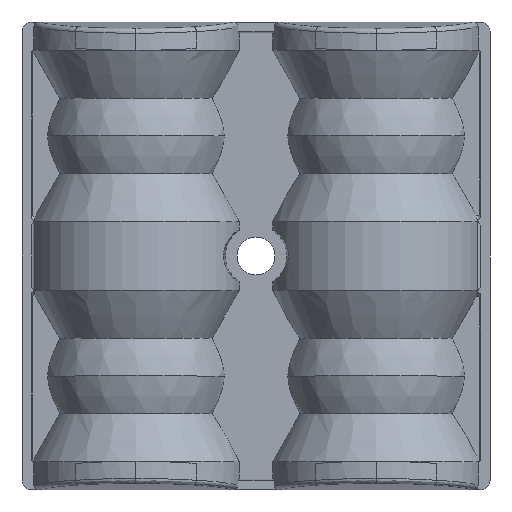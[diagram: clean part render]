
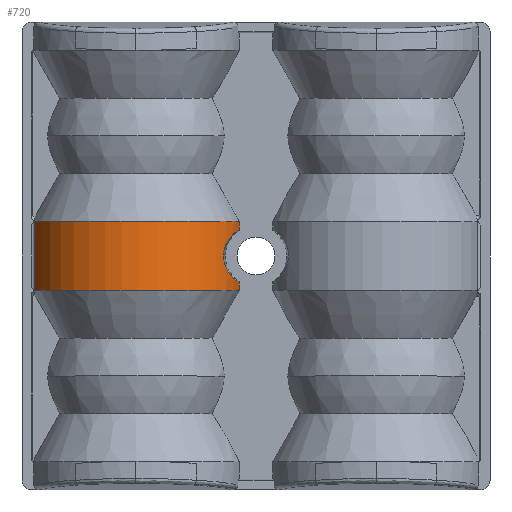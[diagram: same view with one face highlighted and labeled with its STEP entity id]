
A CAD part, top view. The second image highlights one B-rep face of the part: STEP entity #720.
In plain terms, the highlighted cylindrical face has radius 11.2 mm (diameter 22.4 mm), a partial arc.
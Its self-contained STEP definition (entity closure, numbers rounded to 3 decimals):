
#564=B_SPLINE_CURVE_WITH_KNOTS('',3,(#8689,#8690,#8691,#8692,#8693,#8694,
#8695,#8696,#8697,#8698,#8699,#8700,#8701,#8702),.UNSPECIFIED.,.F.,.F.,
(4,2,2,2,2,2,4),(0.,0.25,0.375,0.5,0.625,0.75,1.),.UNSPECIFIED.);
#720=ADVANCED_FACE('',(#1063),#969,.T.);
#969=CYLINDRICAL_SURFACE('',#5571,11.2);
#1063=FACE_OUTER_BOUND('',#1364,.T.);
#1364=EDGE_LOOP('',(#2080,#2081,#2082,#2083,#2084,#2085));
#2080=ORIENTED_EDGE('',*,*,#4024,.T.);
#2081=ORIENTED_EDGE('',*,*,#4025,.F.);
#2082=ORIENTED_EDGE('',*,*,#3902,.T.);
#2083=ORIENTED_EDGE('',*,*,#4026,.F.);
#2084=ORIENTED_EDGE('',*,*,#3900,.T.);
#2085=ORIENTED_EDGE('',*,*,#4027,.T.);
#3343=VERTEX_POINT('',#7833);
#3344=VERTEX_POINT('',#7835);
#3345=VERTEX_POINT('',#7837);
#3346=VERTEX_POINT('',#7839);
#3434=VERTEX_POINT('',#8668);
#3435=VERTEX_POINT('',#8687);
#3900=EDGE_CURVE('',#3344,#3343,#4743,.T.);
#3902=EDGE_CURVE('',#3346,#3345,#4744,.T.);
#4024=EDGE_CURVE('',#3434,#3435,#4781,.T.);
#4025=EDGE_CURVE('',#3346,#3435,#4514,.T.);
#4026=EDGE_CURVE('',#3344,#3345,#564,.T.);
#4027=EDGE_CURVE('',#3343,#3434,#4515,.T.);
#4514=CIRCLE('',#5569,11.2);
#4515=CIRCLE('',#5570,11.2);
#4743=LINE('',#7834,#5161);
#4744=LINE('',#7838,#5162);
#4781=LINE('',#8686,#5199);
#5161=VECTOR('',#6119,1.);
#5162=VECTOR('',#6122,1.);
#5199=VECTOR('',#6235,1.);
#5569=AXIS2_PLACEMENT_3D('',#8688,#6236,#6237);
#5570=AXIS2_PLACEMENT_3D('',#8703,#6238,#6239);
#5571=AXIS2_PLACEMENT_3D('',#8704,#6240,#6241);
#6119=DIRECTION('',(0.,1.,0.));
#6122=DIRECTION('',(0.,1.,0.));
#6235=DIRECTION('',(0.,-1.,0.));
#6236=DIRECTION('',(0.,-1.,0.));
#6237=DIRECTION('',(0.,0.,-1.));
#6238=DIRECTION('',(0.,-1.,0.));
#6239=DIRECTION('',(0.,0.,-1.));
#6240=DIRECTION('',(0.,-1.,0.));
#6241=DIRECTION('',(0.,0.,-1.));
#7833=CARTESIAN_POINT('',(10.917,-9.05,1.111));
#7834=CARTESIAN_POINT('',(10.917,-3.5,1.111));
#7835=CARTESIAN_POINT('',(10.917,-9.982,1.111));
#7837=CARTESIAN_POINT('',(10.917,-15.418,1.111));
#7838=CARTESIAN_POINT('',(10.917,-3.5,1.111));
#7839=CARTESIAN_POINT('',(10.917,-16.35,1.111));
#8668=CARTESIAN_POINT('',(-10.729,-9.05,1.825));
#8686=CARTESIAN_POINT('',(-10.729,-3.5,1.825));
#8687=CARTESIAN_POINT('',(-10.729,-16.35,1.825));
#8688=CARTESIAN_POINT('',(0.,-16.35,-1.389));
#8689=CARTESIAN_POINT('',(10.917,-9.982,1.111));
#8690=CARTESIAN_POINT('',(10.715,-10.06,1.995));
#8691=CARTESIAN_POINT('',(10.404,-10.214,2.838));
#8692=CARTESIAN_POINT('',(9.859,-10.815,3.94));
#8693=CARTESIAN_POINT('',(9.668,-11.083,4.273));
#8694=CARTESIAN_POINT('',(9.362,-11.779,4.765));
#8695=CARTESIAN_POINT('',(9.252,-12.23,4.923));
#8696=CARTESIAN_POINT('',(9.248,-13.14,4.929));
#8697=CARTESIAN_POINT('',(9.353,-13.592,4.779));
#8698=CARTESIAN_POINT('',(9.658,-14.303,4.289));
#8699=CARTESIAN_POINT('',(9.85,-14.572,3.958));
#8700=CARTESIAN_POINT('',(10.396,-15.18,2.858));
#8701=CARTESIAN_POINT('',(10.714,-15.34,1.999));
#8702=CARTESIAN_POINT('',(10.917,-15.418,1.111));
#8703=CARTESIAN_POINT('',(0.,-9.05,-1.389));
#8704=CARTESIAN_POINT('',(0.,-3.5,-1.389));
